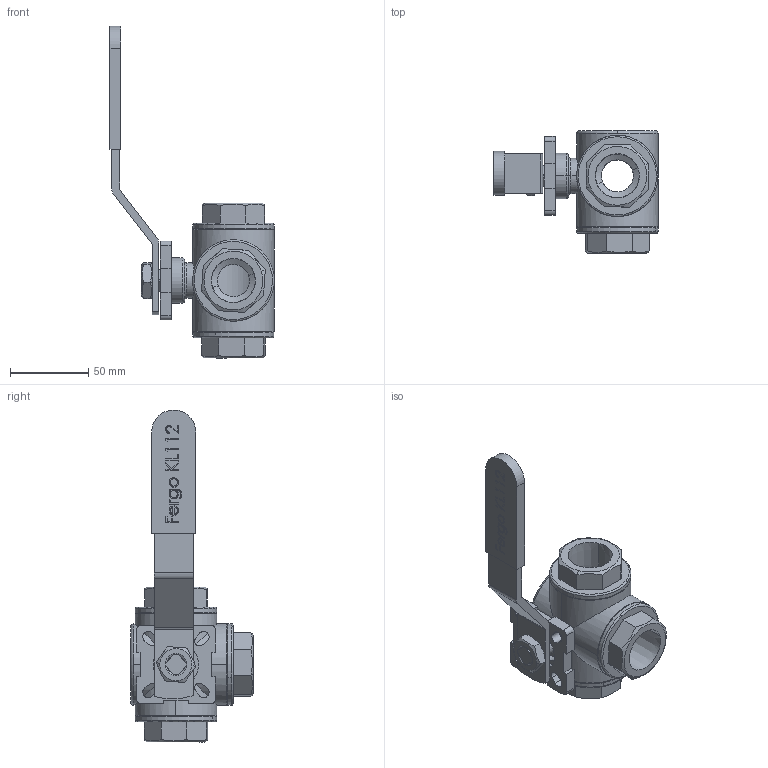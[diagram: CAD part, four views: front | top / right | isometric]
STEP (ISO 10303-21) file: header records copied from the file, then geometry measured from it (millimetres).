
FILE_DESCRIPTION (( 'STEP AP214' ), '1' );
FILE_NAME ('KL103-3-Wege-Kugelhahn-1-Zoll-PN63-Handhebel-Fergo.STEP', '2022-10-13T09:57:03', ( '' ), ( '' ), 'SwSTEP 2.0', 'SolidWorks 2022', '' );
FILE_SCHEMA (( 'AUTOMOTIVE_DESIGN' ));
Length unit declared in the file: millimetre
Products named in the file (1): KL103-3-Wege-Kugelhahn-1-Zoll-PN63-Handhebel-Fergo
Bounding box: 104.85 x 78.5 x 212.11 mm (x, y, z)
Volume: 187573.4 mm3; surface area: 66498.5 mm2
Topology: 1 solids, 1 shells, 321 faces, 985 edges, 705 vertices
Faces by surface type: plane 164, cylinder 93, cone 52, torus 12
Entity records: 12108 total; most frequent: CARTESIAN_POINT 3511, ORIENTED_EDGE 1970, DIRECTION 1583, EDGE_CURVE 985, VERTEX_POINT 705, AXIS2_PLACEMENT_3D 596, LINE 391, VECTOR 391
